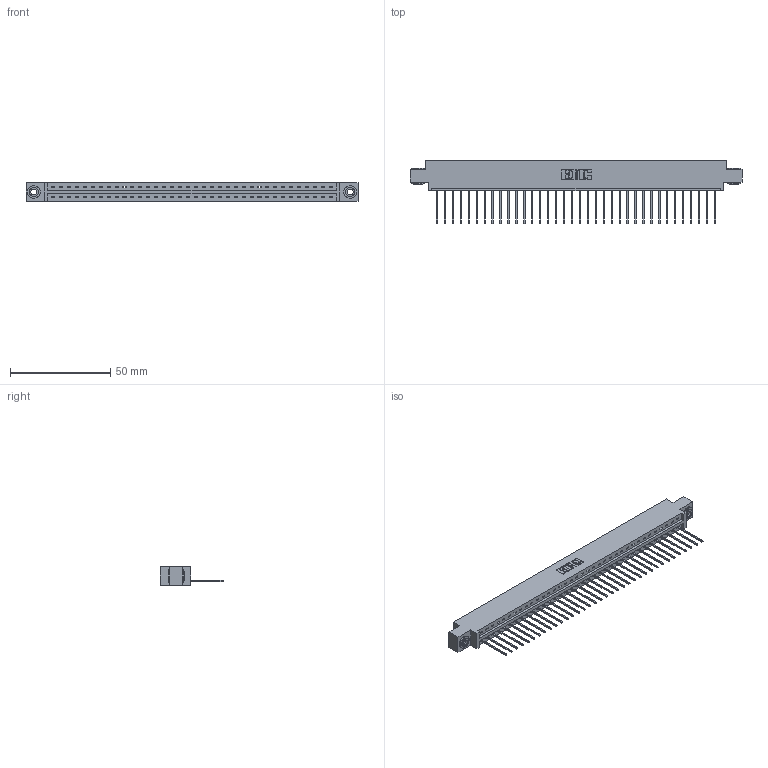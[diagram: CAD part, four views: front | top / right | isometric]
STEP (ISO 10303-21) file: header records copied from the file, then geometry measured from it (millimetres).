
FILE_DESCRIPTION (( 'STEP AP203' ), '1' );
FILE_NAME ('387-036-542-603.STEP', '2019-10-04T13:41:19', ( '' ), ( '' ), 'SwSTEP 2.0', 'SolidWorks 2016', '' );
FILE_SCHEMA (( 'CONFIG_CONTROL_DESIGN' ));
Length unit declared in the file: inch
Products named in the file (4): 387-036-542-603; 337 Part_0.170 Offset - 0.156 Dia-TH; 345-292-001_345-293-142; 345-250-002_345-250-002-102
Assembly tree (39 placements, depth 2):
  387-036-542-603
    337 Part_0.170 Offset - 0.156 Dia-TH
    345-292-001_345-293-142  x36
    345-250-002_345-250-002-102  x2
Bounding box: 165.66 x 31.63 x 9.4 mm (x, y, z)
Volume: 17124.3 mm3; surface area: 18518.1 mm2
Topology: 39 solids, 39 shells, 2388 faces, 7167 edges, 4726 vertices
Faces by surface type: plane 1740, cylinder 640, cone 8
Entity records: 28336 total; most frequent: CARTESIAN_POINT 4913, ORIENTED_EDGE 4878, DIRECTION 4181, EDGE_CURVE 2439, VECTOR 2287, LINE 2287, VERTEX_POINT 1622, AXIS2_PLACEMENT_3D 947
